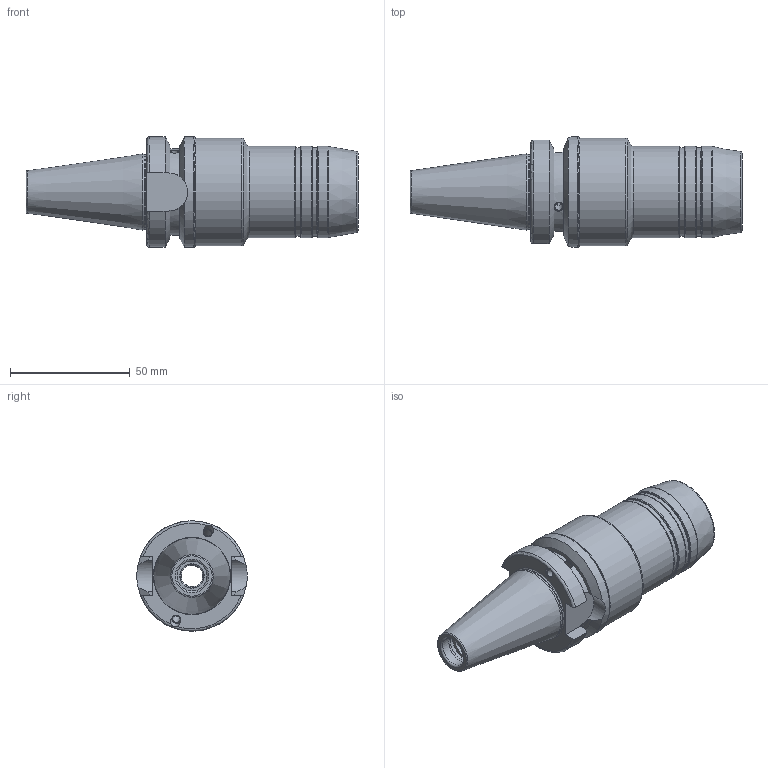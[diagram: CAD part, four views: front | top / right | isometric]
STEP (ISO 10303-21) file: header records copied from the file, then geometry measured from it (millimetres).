
FILE_DESCRIPTION(/* description */ (''),/* implementation_level */ '2;1');
FILE_NAME(/* name */ 'WG028.stp',/* time_stamp */ '2020-11-06T14:52:10+09:00',/* author */ ('eos'),/* organization */ (''),/* preprocessor_version */ 'ST-DEVELOPER v18.1',/* originating_system */ 'Autodesk Inventor 2020',/* authorisation */ '');
FILE_SCHEMA (('AUTOMOTIVE_DESIGN { 1 0 10303 214 3 1 1 }'));
Length unit declared in the file: millimetre
Products named in the file (1): BT30
Bounding box: 138.4 x 46 x 46 mm (x, y, z)
Volume: 120442.5 mm3; surface area: 23960.3 mm2
Topology: 1 solids, 1 shells, 96 faces, 298 edges, 203 vertices
Faces by surface type: cylinder 39, torus 20, plane 20, cone 17
Full cylindrical faces by diameter (mm): 3.242 x8, 4 x4, 8.917 x1, 10 x1, 10.106 x1, 12.5 x1, 13.1 x1, 15.875 x1, 16.4 x1, 31.2 x1, 37 x2, 38 x3, 45 x1, 46 x1
Entity records: 3718 total; most frequent: CARTESIAN_POINT 885, DIRECTION 641, ORIENTED_EDGE 592, EDGE_CURVE 296, AXIS2_PLACEMENT_3D 283, VERTEX_POINT 203, CIRCLE 166, EDGE_LOOP 107
